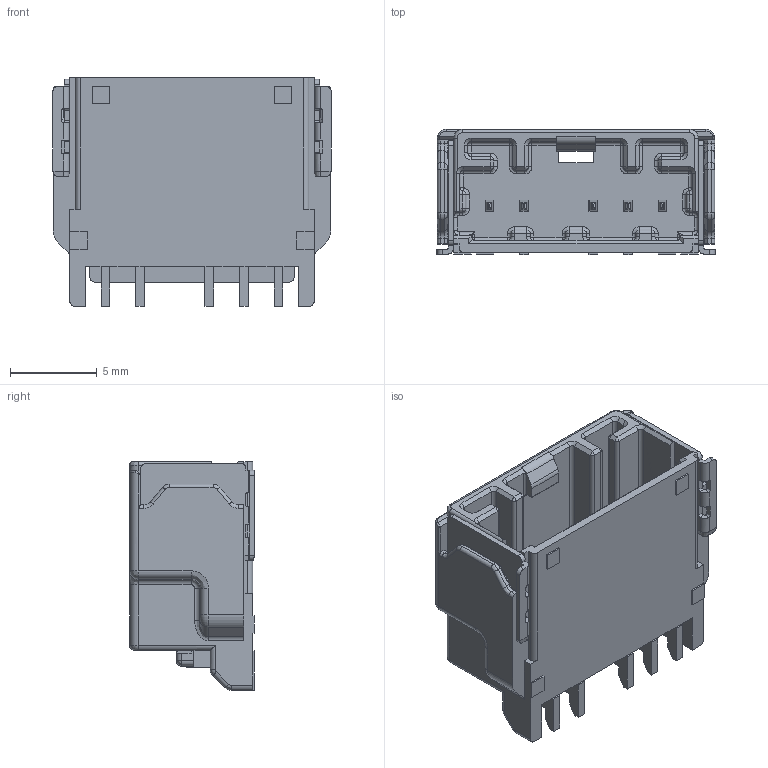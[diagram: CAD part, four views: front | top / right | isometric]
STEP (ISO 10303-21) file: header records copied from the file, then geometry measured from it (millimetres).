
FILE_DESCRIPTION (( 'STEP AP214' ), '1' );
FILE_NAME ('C_020_D_C_SMT_5M_H_ASSY_BK_(B)_Rev.B.STEP', '2020-10-21T01:58:35', ( '' ), ( '' ), 'SwSTEP 2.0', 'SolidWorks 2019', '' );
FILE_SCHEMA (( 'AUTOMOTIVE_DESIGN' ));
Length unit declared in the file: millimetre
Products named in the file (1): C_020_D_C_SMT_5M_H_ASSY_BK_(B)_Rev.B
Bounding box: 16.05 x 7.2 x 13.2 mm (x, y, z)
Volume: 566.7 mm3; surface area: 1408.9 mm2
Topology: 1 solids, 1 shells, 762 faces, 2000 edges, 1204 vertices
Faces by surface type: plane 366, cylinder 266, bspline 88, cone 30, torus 12
Entity records: 24622 total; most frequent: CARTESIAN_POINT 6828, ORIENTED_EDGE 3920, DIRECTION 3455, EDGE_CURVE 1960, VECTOR 1249, LINE 1249, VERTEX_POINT 1204, AXIS2_PLACEMENT_3D 1103
